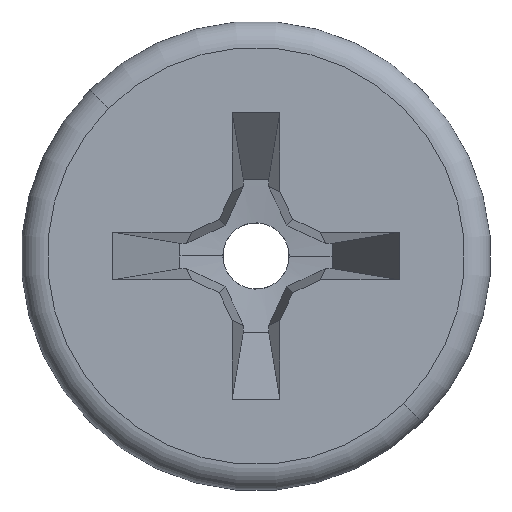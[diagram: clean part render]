
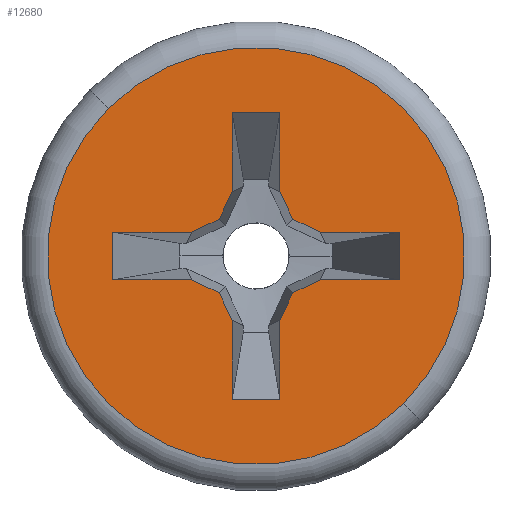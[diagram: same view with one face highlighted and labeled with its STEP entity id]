
A CAD part, left-side view. The second image highlights one B-rep face of the part: STEP entity #12680.
In plain terms, the highlighted planar face has unit normal (-1, 0, 0).
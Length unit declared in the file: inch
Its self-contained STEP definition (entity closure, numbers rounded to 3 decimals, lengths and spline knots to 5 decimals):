
#6068=CARTESIAN_POINT('',(0.,0.,0.));
#6069=DIRECTION('',(-1.,0.,0.));
#6070=DIRECTION('',(0.,1.,0.));
#6071=AXIS2_PLACEMENT_3D('',#6068,#6069,#6070);
#6073=CARTESIAN_POINT('',(0.,0.,0.));
#6074=DIRECTION('',(1.,0.,0.));
#6075=DIRECTION('',(0.,1.,0.));
#6076=AXIS2_PLACEMENT_3D('',#6073,#6074,#6075);
#6078=DIRECTION('',(0.,-0.707,-0.707));
#6079=VECTOR('',#6078,0.03033);
#6080=CARTESIAN_POINT('',(0.,0.07507,-0.05362));
#6081=LINE('',#6080,#6079);
#6082=DIRECTION('',(0.,0.707,-0.707));
#6083=VECTOR('',#6082,0.05009);
#6084=CARTESIAN_POINT('',(0.,0.0182,-0.03965));
#6085=LINE('',#6084,#6083);
#6086=DIRECTION('',(0.,0.94,-0.342));
#6087=VECTOR('',#6086,0.01937);
#6088=CARTESIAN_POINT('',(0.,0.,-0.03302));
#6089=LINE('',#6088,#6087);
#6090=DIRECTION('',(0.,0.94,0.342));
#6091=VECTOR('',#6090,0.01937);
#6092=CARTESIAN_POINT('',(0.,-0.0182,-0.03965));
#6093=LINE('',#6092,#6091);
#6094=DIRECTION('',(0.,-0.707,-0.707));
#6095=VECTOR('',#6094,0.05009);
#6096=CARTESIAN_POINT('',(0.,-0.0182,-0.03965));
#6097=LINE('',#6096,#6095);
#6098=DIRECTION('',(0.,0.707,-0.707));
#6099=VECTOR('',#6098,0.03033);
#6100=CARTESIAN_POINT('',(0.,-0.07507,-0.05362));
#6101=LINE('',#6100,#6099);
#6102=DIRECTION('',(0.,-0.707,-0.707));
#6103=VECTOR('',#6102,0.05009);
#6104=CARTESIAN_POINT('',(0.,-0.03965,-0.0182));
#6105=LINE('',#6104,#6103);
#6106=DIRECTION('',(0.,-0.342,-0.94));
#6107=VECTOR('',#6106,0.01937);
#6108=CARTESIAN_POINT('',(0.,-0.03302,0.));
#6109=LINE('',#6108,#6107);
#6110=DIRECTION('',(0.,0.342,-0.94));
#6111=VECTOR('',#6110,0.01937);
#6112=CARTESIAN_POINT('',(0.,-0.03965,0.0182));
#6113=LINE('',#6112,#6111);
#6114=DIRECTION('',(0.,0.707,-0.707));
#6115=VECTOR('',#6114,0.05009);
#6116=CARTESIAN_POINT('',(0.,-0.07507,0.05362));
#6117=LINE('',#6116,#6115);
#6118=DIRECTION('',(0.,-0.707,-0.707));
#6119=VECTOR('',#6118,0.03033);
#6120=CARTESIAN_POINT('',(0.,-0.05362,0.07507));
#6121=LINE('',#6120,#6119);
#6122=DIRECTION('',(0.,0.707,-0.707));
#6123=VECTOR('',#6122,0.05009);
#6124=CARTESIAN_POINT('',(0.,-0.05362,0.07507));
#6125=LINE('',#6124,#6123);
#6126=DIRECTION('',(0.,-0.94,0.342));
#6127=VECTOR('',#6126,0.01937);
#6128=CARTESIAN_POINT('',(0.,0.,0.03302));
#6129=LINE('',#6128,#6127);
#6130=DIRECTION('',(0.,-0.94,-0.342));
#6131=VECTOR('',#6130,0.01937);
#6132=CARTESIAN_POINT('',(0.,0.0182,0.03965));
#6133=LINE('',#6132,#6131);
#6134=DIRECTION('',(0.,-0.707,-0.707));
#6135=VECTOR('',#6134,0.05009);
#6136=CARTESIAN_POINT('',(0.,0.05362,0.07507));
#6137=LINE('',#6136,#6135);
#6138=DIRECTION('',(0.,0.707,-0.707));
#6139=VECTOR('',#6138,0.03033);
#6140=CARTESIAN_POINT('',(0.,0.05362,0.07507));
#6141=LINE('',#6140,#6139);
#6142=DIRECTION('',(0.,-0.707,-0.707));
#6143=VECTOR('',#6142,0.05009);
#6144=CARTESIAN_POINT('',(0.,0.07507,0.05362));
#6145=LINE('',#6144,#6143);
#6146=DIRECTION('',(0.,0.342,0.94));
#6147=VECTOR('',#6146,0.01937);
#6148=CARTESIAN_POINT('',(0.,0.03302,0.));
#6149=LINE('',#6148,#6147);
#6150=DIRECTION('',(0.,-0.342,0.94));
#6151=VECTOR('',#6150,0.01937);
#6152=CARTESIAN_POINT('',(0.,0.03965,-0.0182));
#6153=LINE('',#6152,#6151);
#6154=DIRECTION('',(0.,0.707,-0.707));
#6155=VECTOR('',#6154,0.05009);
#6156=CARTESIAN_POINT('',(0.,0.03965,-0.0182));
#6157=LINE('',#6156,#6155);
#10431=CARTESIAN_POINT('',(0.,0.07507,-0.05362));
#10432=CARTESIAN_POINT('',(0.,0.05362,-0.07507));
#10433=VERTEX_POINT('',#10431);
#10434=VERTEX_POINT('',#10432);
#10435=CARTESIAN_POINT('',(0.,0.03965,-0.0182));
#10436=VERTEX_POINT('',#10435);
#10437=CARTESIAN_POINT('',(0.,0.03302,0.));
#10438=VERTEX_POINT('',#10437);
#10439=CARTESIAN_POINT('',(0.,0.03965,0.0182));
#10440=VERTEX_POINT('',#10439);
#10441=CARTESIAN_POINT('',(0.,0.07507,0.05362));
#10442=VERTEX_POINT('',#10441);
#10443=CARTESIAN_POINT('',(0.,0.05362,0.07507));
#10444=VERTEX_POINT('',#10443);
#10445=CARTESIAN_POINT('',(0.,0.0182,0.03965));
#10446=VERTEX_POINT('',#10445);
#10447=CARTESIAN_POINT('',(0.,0.,0.03302));
#10448=VERTEX_POINT('',#10447);
#10449=CARTESIAN_POINT('',(0.,-0.0182,0.03965));
#10450=VERTEX_POINT('',#10449);
#10451=CARTESIAN_POINT('',(0.,-0.05362,0.07507));
#10452=VERTEX_POINT('',#10451);
#10453=CARTESIAN_POINT('',(0.,-0.07507,0.05362));
#10454=VERTEX_POINT('',#10453);
#10455=CARTESIAN_POINT('',(0.,-0.03965,0.0182));
#10456=VERTEX_POINT('',#10455);
#10457=CARTESIAN_POINT('',(0.,-0.03302,0.));
#10458=VERTEX_POINT('',#10457);
#10459=CARTESIAN_POINT('',(0.,-0.03965,-0.0182));
#10460=VERTEX_POINT('',#10459);
#10461=CARTESIAN_POINT('',(0.,-0.07507,-0.05362));
#10462=VERTEX_POINT('',#10461);
#10463=CARTESIAN_POINT('',(0.,-0.05362,-0.07507));
#10464=VERTEX_POINT('',#10463);
#10465=CARTESIAN_POINT('',(0.,-0.0182,-0.03965));
#10466=VERTEX_POINT('',#10465);
#10467=CARTESIAN_POINT('',(0.,0.,-0.03302));
#10468=VERTEX_POINT('',#10467);
#10469=CARTESIAN_POINT('',(0.,0.0182,-0.03965));
#10470=VERTEX_POINT('',#10469);
#10523=CARTESIAN_POINT('',(0.,0.13231,0.));
#10524=VERTEX_POINT('',#10523);
#10525=CARTESIAN_POINT('',(0.,-0.13231,0.));
#10526=VERTEX_POINT('',#10525);
#12647=CARTESIAN_POINT('',(0.,0.,0.));
#12648=DIRECTION('',(1.,0.,0.));
#12649=DIRECTION('',(0.,-1.,0.));
#12650=AXIS2_PLACEMENT_3D('',#12647,#12648,#12649);
#12651=PLANE('',#12650);
#12653=ORIENTED_EDGE('',*,*,#12652,.F.);
#12655=ORIENTED_EDGE('',*,*,#12654,.T.);
#12656=EDGE_LOOP('',(#12653,#12655));
#12657=FACE_OUTER_BOUND('',#12656,.F.);
#12658=ORIENTED_EDGE('',*,*,#12468,.T.);
#12659=ORIENTED_EDGE('',*,*,#12482,.F.);
#12660=ORIENTED_EDGE('',*,*,#12508,.F.);
#12661=ORIENTED_EDGE('',*,*,#12534,.F.);
#12662=ORIENTED_EDGE('',*,*,#12548,.T.);
#12663=ORIENTED_EDGE('',*,*,#12562,.F.);
#12664=ORIENTED_EDGE('',*,*,#12576,.F.);
#12665=ORIENTED_EDGE('',*,*,#12602,.F.);
#12666=ORIENTED_EDGE('',*,*,#12628,.F.);
#12667=ORIENTED_EDGE('',*,*,#12641,.F.);
#12668=ORIENTED_EDGE('',*,*,#12277,.F.);
#12669=ORIENTED_EDGE('',*,*,#12293,.T.);
#12670=ORIENTED_EDGE('',*,*,#12319,.F.);
#12671=ORIENTED_EDGE('',*,*,#12345,.F.);
#12672=ORIENTED_EDGE('',*,*,#12359,.F.);
#12673=ORIENTED_EDGE('',*,*,#12373,.T.);
#12674=ORIENTED_EDGE('',*,*,#12387,.T.);
#12675=ORIENTED_EDGE('',*,*,#12413,.F.);
#12676=ORIENTED_EDGE('',*,*,#12439,.F.);
#12677=ORIENTED_EDGE('',*,*,#12453,.T.);
#12678=EDGE_LOOP('',(#12658,#12659,#12660,#12661,#12662,#12663,#12664,#12665,
#12666,#12667,#12668,#12669,#12670,#12671,#12672,#12673,#12674,#12675,#12676,
#12677));
#12679=FACE_BOUND('',#12678,.F.);
#6072=CIRCLE('',#6071,0.13231);
#6077=CIRCLE('',#6076,0.13231);
#12277=EDGE_CURVE('',#10452,#10454,#6121,.T.);
#12293=EDGE_CURVE('',#10452,#10450,#6125,.T.);
#12319=EDGE_CURVE('',#10448,#10450,#6129,.T.);
#12345=EDGE_CURVE('',#10446,#10448,#6133,.T.);
#12359=EDGE_CURVE('',#10444,#10446,#6137,.T.);
#12373=EDGE_CURVE('',#10444,#10442,#6141,.T.);
#12387=EDGE_CURVE('',#10442,#10440,#6145,.T.);
#12413=EDGE_CURVE('',#10438,#10440,#6149,.T.);
#12439=EDGE_CURVE('',#10436,#10438,#6153,.T.);
#12453=EDGE_CURVE('',#10436,#10433,#6157,.T.);
#12468=EDGE_CURVE('',#10433,#10434,#6081,.T.);
#12482=EDGE_CURVE('',#10470,#10434,#6085,.T.);
#12508=EDGE_CURVE('',#10468,#10470,#6089,.T.);
#12534=EDGE_CURVE('',#10466,#10468,#6093,.T.);
#12548=EDGE_CURVE('',#10466,#10464,#6097,.T.);
#12562=EDGE_CURVE('',#10462,#10464,#6101,.T.);
#12576=EDGE_CURVE('',#10460,#10462,#6105,.T.);
#12602=EDGE_CURVE('',#10458,#10460,#6109,.T.);
#12628=EDGE_CURVE('',#10456,#10458,#6113,.T.);
#12641=EDGE_CURVE('',#10454,#10456,#6117,.T.);
#12652=EDGE_CURVE('',#10524,#10526,#6072,.T.);
#12654=EDGE_CURVE('',#10524,#10526,#6077,.T.);
#12680=ADVANCED_FACE('',(#12657,#12679),#12651,.F.);
